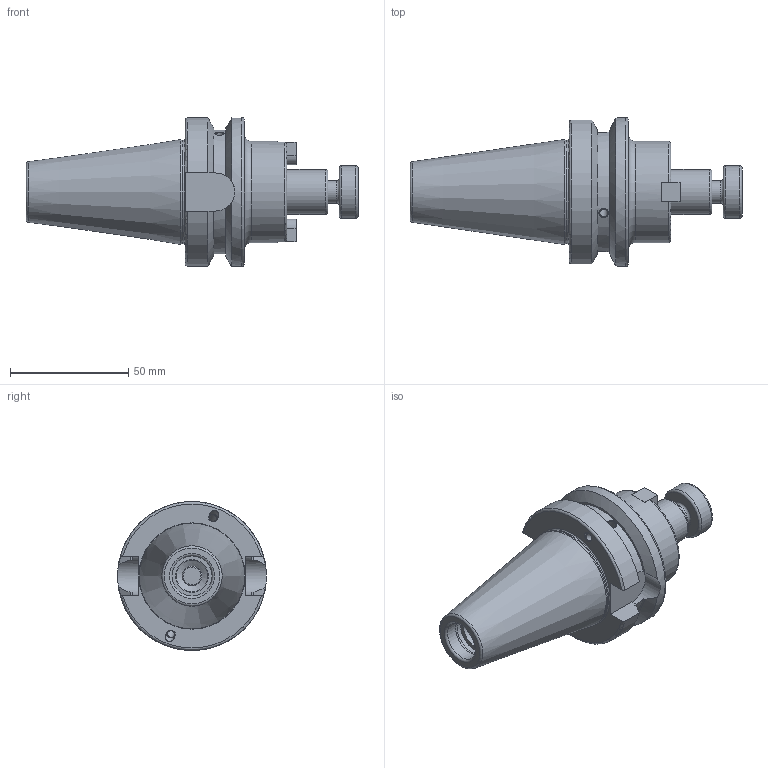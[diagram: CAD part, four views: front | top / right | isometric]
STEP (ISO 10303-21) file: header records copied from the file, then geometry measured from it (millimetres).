
FILE_DESCRIPTION(/* description */ (''),/* implementation_level */ '2;1');
FILE_NAME(/* name */ 'EH010B.stp',/* time_stamp */ '2022-08-05T11:49:13+09:00',/* author */ ('eos'),/* organization */ (''),/* preprocessor_version */ 'ST-DEVELOPER v18.1',/* originating_system */ 'Autodesk Inventor 2022',/* authorisation */ '');
FILE_SCHEMA (('AUTOMOTIVE_DESIGN { 1 0 10303 214 3 1 1 }'));
Products named in the file (5): LO-BT40ADB-SMA19.05-44.958; BT40; SMA27-DRIV EKEY-SECO; #4288; COLLAR BOLT-UNF3_8-24x24L
Assembly tree (6 placements, depth 2):
  LO-BT40ADB-SMA19.05-44.958
    BT40
    SMA27-DRIV EKEY-SECO  x2
    #4288  x2
    COLLAR BOLT-UNF3_8-24x24L
Bounding box: 140.54 x 63 x 63 mm (x, y, z)
Volume: 153671.2 mm3; surface area: 31072.1 mm2
Topology: 6 solids, 6 shells, 153 faces, 374 edges, 243 vertices
Faces by surface type: plane 72, cylinder 45, cone 19, torus 17
Full cylindrical faces by diameter (mm): 2.487 x2, 3.175 x2, 3.242 x8, 3.3 x2, 4 x4, 5.207 x2, 5.4 x2, 7.938 x1, 8.382 x1, 9.525 x1, 10.5 x1, 13.5 x1, 13.835 x1, 17 x1, 17.6 x1, 19.05 x1, 22.4 x1, 42.88 x1, 44 x1, 63 x1
Entity records: 4268 total; most frequent: CARTESIAN_POINT 950, DIRECTION 696, ORIENTED_EDGE 628, EDGE_CURVE 314, AXIS2_PLACEMENT_3D 280, VERTEX_POINT 207, EDGE_LOOP 155, LINE 136
